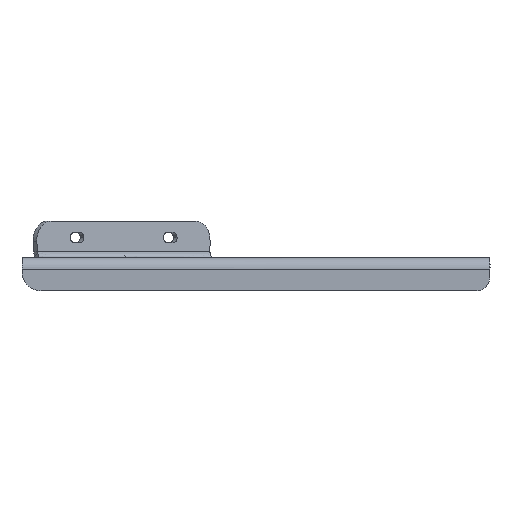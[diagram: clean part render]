
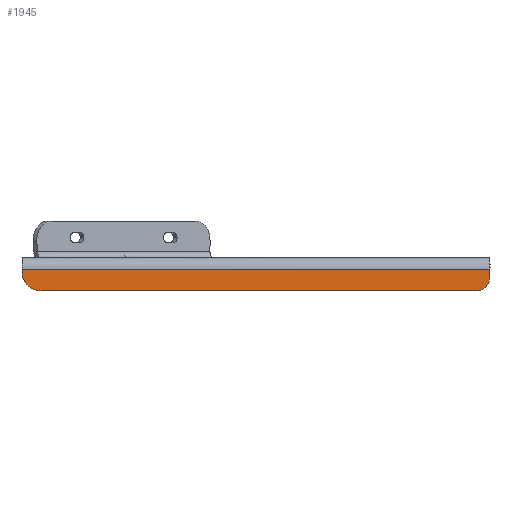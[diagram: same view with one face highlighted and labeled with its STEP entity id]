
A CAD part, front view. The second image highlights one B-rep face of the part: STEP entity #1945.
In plain terms, the highlighted free-form (B-spline) face has degree [1, 1] with [2, 2] control points.
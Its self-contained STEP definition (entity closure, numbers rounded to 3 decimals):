
#20 = CARTESIAN_POINT ( 'NONE',  ( 1895.109, 668.282, -13.828 ) ) ;
#80 = EDGE_CURVE ( 'NONE', #93, #2527, #2567, .T. ) ;
#93 = VERTEX_POINT ( 'NONE', #442 ) ;
#106 = ORIENTED_EDGE ( 'NONE', *, *, #80, .T. ) ;
#112 = ORIENTED_EDGE ( 'NONE', *, *, #2370, .T. ) ;
#161 = CARTESIAN_POINT ( 'NONE',  ( 1407.953, 668.282, -18.892 ) ) ;
#247 = CARTESIAN_POINT ( 'NONE',  ( 1892.105, 668.282, -23.045 ) ) ;
#374 = CARTESIAN_POINT ( 'NONE',  ( 1415.378, 668.282, -26.283 ) ) ;
#400 = EDGE_LOOP ( 'NONE', ( #513, #112, #574, #1928, #524, #106 ) ) ;
#442 = CARTESIAN_POINT ( 'NONE',  ( 1880.109, 668.282, -28.828 ) ) ;
#446 = CARTESIAN_POINT ( 'NONE',  ( 1405.362, 668.282, -6. ) ) ;
#484 = CARTESIAN_POINT ( 'NONE',  ( 1422.837, 668.282, -28.819 ) ) ;
#513 = ORIENTED_EDGE ( 'NONE', *, *, #537, .T. ) ;
#524 = ORIENTED_EDGE ( 'NONE', *, *, #1171, .T. ) ;
#531 = CARTESIAN_POINT ( 'NONE',  ( 1413.16, 668.282, -24.804 ) ) ;
#537 = EDGE_CURVE ( 'NONE', #2527, #1625, #817, .T. ) ;
#560 = CARTESIAN_POINT ( 'NONE',  ( 1402.423, 668.282, -6. ) ) ;
#574 = ORIENTED_EDGE ( 'NONE', *, *, #1151, .T. ) ;
#643 = CARTESIAN_POINT ( 'NONE',  ( 1895.109, 668.282, -6. ) ) ;
#725 = CARTESIAN_POINT ( 'NONE',  ( 1425.46, 668.282, -28.828 ) ) ;
#817 = B_SPLINE_CURVE_WITH_KNOTS ( 'NONE', 1,
 ( #1947, #1520 ),
 .UNSPECIFIED., .F., .F.,
 ( 2, 2 ),
 ( 0., 1. ),
 .UNSPECIFIED. ) ;
#825 = CARTESIAN_POINT ( 'NONE',  ( 1405.362, 668.282, -6.94 ) ) ;
#835 = VERTEX_POINT ( 'NONE', #446 ) ;
#881 = B_SPLINE_CURVE_WITH_KNOTS ( 'NONE', 3,
 ( #1869, #825, #1244, #2280 ),
 .UNSPECIFIED., .F., .F.,
 ( 4, 4 ),
 ( 0., 1. ),
 .UNSPECIFIED. ) ;
#904 = B_SPLINE_CURVE_WITH_KNOTS ( 'NONE', 1,
 ( #1936, #2510 ),
 .UNSPECIFIED., .F., .F.,
 ( 2, 2 ),
 ( 0., 1. ),
 .UNSPECIFIED. ) ;
#1126 = CARTESIAN_POINT ( 'NONE',  ( 1405.92, 668.282, -14.056 ) ) ;
#1151 = EDGE_CURVE ( 'NONE', #835, #1492, #881, .T. ) ;
#1171 = EDGE_CURVE ( 'NONE', #2348, #93, #2481, .T. ) ;
#1213 = CARTESIAN_POINT ( 'NONE',  ( 1894.72, 668.282, -17.753 ) ) ;
#1241 = CARTESIAN_POINT ( 'NONE',  ( 1895.109, 668.282, -13.828 ) ) ;
#1244 = CARTESIAN_POINT ( 'NONE',  ( 1405.362, 668.282, -7.881 ) ) ;
#1267 = B_SPLINE_CURVE_WITH_KNOTS ( 'NONE', 3,
 ( #2116, #1812, #1126, #161, #2604, #531, #374, #2320, #484, #1343 ),
 .UNSPECIFIED., .F., .F.,
 ( 4, 2, 2, 2, 4 ),
 ( 0., 0.39, 0.78, 1.169, 1.559 ),
 .UNSPECIFIED. ) ;
#1270 = EDGE_CURVE ( 'NONE', #1492, #2348, #1267, .T. ) ;
#1343 = CARTESIAN_POINT ( 'NONE',  ( 1425.46, 668.282, -28.828 ) ) ;
#1362 = CARTESIAN_POINT ( 'NONE',  ( 1895.109, 668.282, -28.828 ) ) ;
#1432 = CARTESIAN_POINT ( 'NONE',  ( 1887.665, 668.282, -26.934 ) ) ;
#1492 = VERTEX_POINT ( 'NONE', #2455 ) ;
#1520 = CARTESIAN_POINT ( 'NONE',  ( 1895.109, 668.282, -6. ) ) ;
#1610 = CARTESIAN_POINT ( 'NONE',  ( 1893.216, 668.282, -21.384 ) ) ;
#1613 = FACE_OUTER_BOUND ( 'NONE', #400, .T. ) ;
#1625 = VERTEX_POINT ( 'NONE', #643 ) ;
#1668 = CARTESIAN_POINT ( 'NONE',  ( 1425.46, 668.282, -28.828 ) ) ;
#1784 = CARTESIAN_POINT ( 'NONE',  ( 1895.109, 668.282, -6. ) ) ;
#1812 = CARTESIAN_POINT ( 'NONE',  ( 1405.383, 668.282, -11.444 ) ) ;
#1853 = CARTESIAN_POINT ( 'NONE',  ( 1884.034, 668.282, -28.438 ) ) ;
#1869 = CARTESIAN_POINT ( 'NONE',  ( 1405.362, 668.282, -6. ) ) ;
#1928 = ORIENTED_EDGE ( 'NONE', *, *, #1270, .T. ) ;
#1936 = CARTESIAN_POINT ( 'NONE',  ( 1895.109, 668.282, -6. ) ) ;
#1945 = ADVANCED_FACE ( 'NONE', ( #1613 ), #2318, .T. ) ;
#1947 = CARTESIAN_POINT ( 'NONE',  ( 1895.109, 668.282, -13.828 ) ) ;
#2116 = CARTESIAN_POINT ( 'NONE',  ( 1405.362, 668.282, -8.821 ) ) ;
#2263 = CARTESIAN_POINT ( 'NONE',  ( 1889.326, 668.282, -25.824 ) ) ;
#2280 = CARTESIAN_POINT ( 'NONE',  ( 1405.362, 668.282, -8.821 ) ) ;
#2318 = B_SPLINE_SURFACE_WITH_KNOTS ( 'NONE', 1, 1, ( 
 ( #1784, #1362 ),
 ( #560, #2356 ) ),
 .UNSPECIFIED., .F., .F., .F.,
 ( 2, 2 ),
 ( 2, 2 ),
 ( 0., 1. ),
 ( 0., 1. ),
 .UNSPECIFIED. ) ;
#2320 = CARTESIAN_POINT ( 'NONE',  ( 1420.223, 668.282, -28.294 ) ) ;
#2348 = VERTEX_POINT ( 'NONE', #725 ) ;
#2356 = CARTESIAN_POINT ( 'NONE',  ( 1402.423, 668.282, -28.828 ) ) ;
#2370 = EDGE_CURVE ( 'NONE', #1625, #835, #904, .T. ) ;
#2423 = CARTESIAN_POINT ( 'NONE',  ( 1882.074, 668.282, -28.828 ) ) ;
#2455 = CARTESIAN_POINT ( 'NONE',  ( 1405.362, 668.282, -8.821 ) ) ;
#2481 = B_SPLINE_CURVE_WITH_KNOTS ( 'NONE', 1,
 ( #1668, #2490 ),
 .UNSPECIFIED., .F., .F.,
 ( 2, 2 ),
 ( 0., 1. ),
 .UNSPECIFIED. ) ;
#2490 = CARTESIAN_POINT ( 'NONE',  ( 1880.109, 668.282, -28.828 ) ) ;
#2510 = CARTESIAN_POINT ( 'NONE',  ( 1405.362, 668.282, -6. ) ) ;
#2527 = VERTEX_POINT ( 'NONE', #20 ) ;
#2567 = B_SPLINE_CURVE_WITH_KNOTS ( 'NONE', 3,
 ( #2633, #2423, #1853, #1432, #2263, #247, #1610, #1213, #2622, #1241 ),
 .UNSPECIFIED., .F., .F.,
 ( 4, 2, 2, 2, 4 ),
 ( 0., 0.393, 0.785, 1.178, 1.571 ),
 .UNSPECIFIED. ) ;
#2604 = CARTESIAN_POINT ( 'NONE',  ( 1409.442, 668.282, -21.103 ) ) ;
#2622 = CARTESIAN_POINT ( 'NONE',  ( 1895.109, 668.282, -15.793 ) ) ;
#2633 = CARTESIAN_POINT ( 'NONE',  ( 1880.109, 668.282, -28.828 ) ) ;
